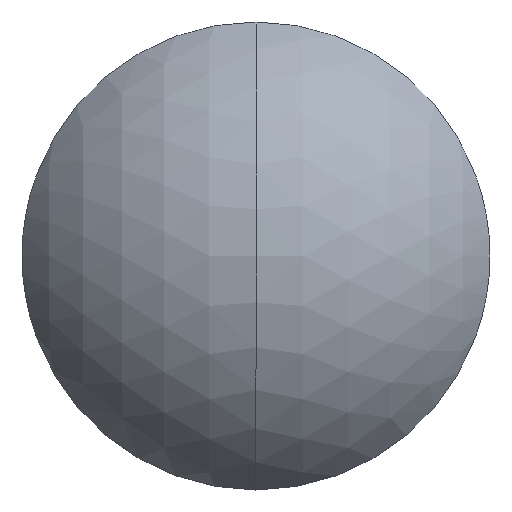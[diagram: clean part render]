
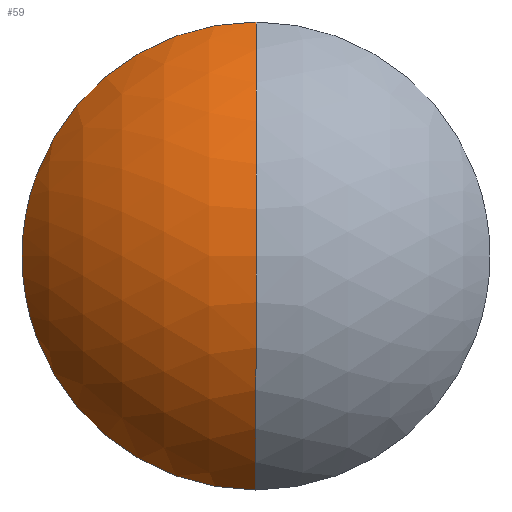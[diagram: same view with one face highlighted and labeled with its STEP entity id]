
A CAD part, top view. The second image highlights one B-rep face of the part: STEP entity #59.
In plain terms, the highlighted spherical face has radius 43.78 mm.
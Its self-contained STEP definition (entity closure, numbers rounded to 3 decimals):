
#38 = ORIENTED_EDGE ( 'NONE', *, *, #46, .T. ) ;
#40 = ORIENTED_EDGE ( 'NONE', *, *, #41, .F. ) ;
#41 = EDGE_CURVE ( 'NONE', #95, #45, #119, .T. ) ;
#45 = VERTEX_POINT ( 'NONE', #105 ) ;
#46 = EDGE_CURVE ( 'NONE', #58, #45, #104, .T. ) ;
#57 = ORIENTED_EDGE ( 'NONE', *, *, #62, .T. ) ;
#58 = VERTEX_POINT ( 'NONE', #130 ) ;
#59 = ADVANCED_FACE ( 'NONE', ( #125 ), #165, .T. ) ;
#60 = ORIENTED_EDGE ( 'NONE', *, *, #94, .T. ) ;
#61 = EDGE_LOOP ( 'NONE', ( #60, #57, #38, #40 ) ) ;
#62 = EDGE_CURVE ( 'NONE', #97, #58, #164, .T. ) ;
#94 = EDGE_CURVE ( 'NONE', #95, #97, #230, .T. ) ;
#95 = VERTEX_POINT ( 'NONE', #225 ) ;
#97 = VERTEX_POINT ( 'NONE', #261 ) ;
#100 = DIRECTION ( 'NONE',  ( 0., -1., 0. ) ) ;
#101 = DIRECTION ( 'NONE',  ( -1., 0., 0. ) ) ;
#102 = CARTESIAN_POINT ( 'NONE',  ( 0., 0., -31.69 ) ) ;
#103 = AXIS2_PLACEMENT_3D ( 'NONE', #102, #101, #100 ) ;
#104 = CIRCLE ( 'NONE', #103, 43.78 ) ;
#105 = CARTESIAN_POINT ( 'NONE',  ( 0., 0., 12.09 ) ) ;
#111 = DIRECTION ( 'NONE',  ( 0., 0., -1. ) ) ;
#112 = DIRECTION ( 'NONE',  ( 1., 0., 0. ) ) ;
#113 = CARTESIAN_POINT ( 'NONE',  ( 0., 0., -31.69 ) ) ;
#114 = AXIS2_PLACEMENT_3D ( 'NONE', #113, #112, #111 ) ;
#119 = CIRCLE ( 'NONE', #114, 43.78 ) ;
#125 = FACE_OUTER_BOUND ( 'NONE', #61, .T. ) ;
#130 = CARTESIAN_POINT ( 'NONE',  ( 0., -37.5, -9.097 ) ) ;
#156 = DIRECTION ( 'NONE',  ( 1., 0., 0. ) ) ;
#157 = DIRECTION ( 'NONE',  ( 0., 0., 1. ) ) ;
#158 = CARTESIAN_POINT ( 'NONE',  ( 0., 0., -9.097 ) ) ;
#159 = AXIS2_PLACEMENT_3D ( 'NONE', #158, #157, #156 ) ;
#160 = DIRECTION ( 'NONE',  ( 0., 1., 0. ) ) ;
#161 = DIRECTION ( 'NONE',  ( -1., 0., 0. ) ) ;
#162 = CARTESIAN_POINT ( 'NONE',  ( 0., 0., -31.69 ) ) ;
#163 = AXIS2_PLACEMENT_3D ( 'NONE', #162, #161, #160 ) ;
#164 = CIRCLE ( 'NONE', #159, 37.5 ) ;
#165 = SPHERICAL_SURFACE ( 'NONE', #163, 43.78 ) ;
#225 = CARTESIAN_POINT ( 'NONE',  ( 0., 37.5, -9.097 ) ) ;
#226 = DIRECTION ( 'NONE',  ( 1., 0., 0. ) ) ;
#227 = DIRECTION ( 'NONE',  ( 0., 0., 1. ) ) ;
#228 = CARTESIAN_POINT ( 'NONE',  ( 0., 0., -9.097 ) ) ;
#229 = AXIS2_PLACEMENT_3D ( 'NONE', #228, #227, #226 ) ;
#230 = CIRCLE ( 'NONE', #229, 37.5 ) ;
#261 = CARTESIAN_POINT ( 'NONE',  ( -37.5, 0., -9.097 ) ) ;
